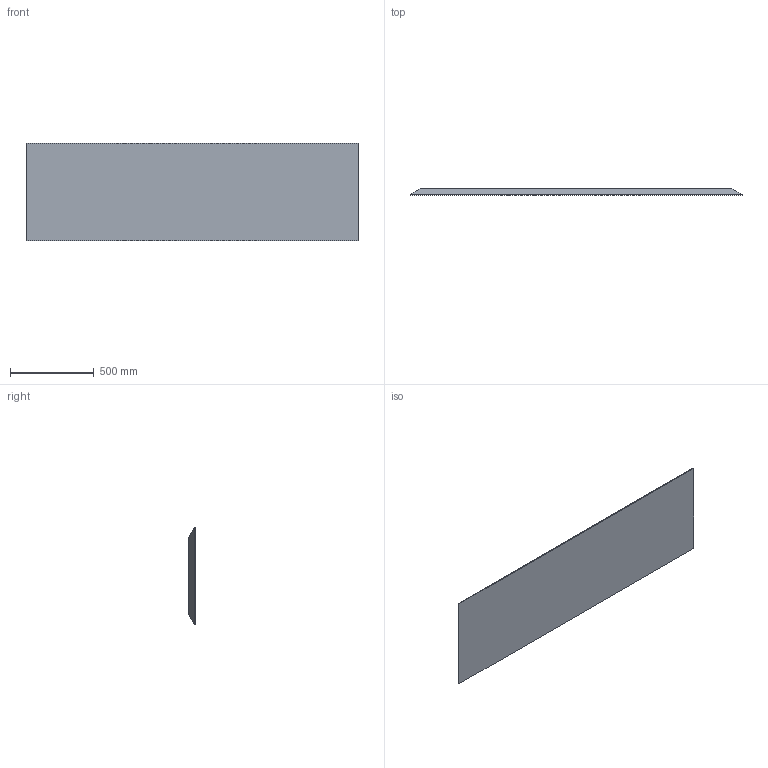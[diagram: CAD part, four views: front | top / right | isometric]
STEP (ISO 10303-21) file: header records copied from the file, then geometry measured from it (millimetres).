
FILE_DESCRIPTION(/* description */ (''),/* implementation_level */ '2;1');
FILE_NAME(/* name */ '168318 - mirage 200x60',/* time_stamp */ '2014-07-31T12:16:34+02:00',/* author */ (''),/* organization */ (''),/* preprocessor_version */ 'ST-DEVELOPER v10',/* originating_system */ '',/* authorisation */ '');
FILE_SCHEMA (('CONFIG_CONTROL_DESIGN'));
Length unit declared in the file: millimetre
Products named in the file (1): 1
Bounding box: 1986 x 40.84 x 586 mm (x, y, z)
Volume: 5818980 mm3; surface area: 3488918.6 mm2
Topology: 1 solids, 5 shells, 14 faces, 46 edges, 31 vertices
Faces by surface type: bspline 8, plane 6
Entity records: 2906 total; most frequent: CARTESIAN_POINT 2557, ORIENTED_EDGE 56, B_SPLINE_CURVE_WITH_KNOTS 42, EDGE_CURVE 36, VERTEX_POINT 24, DIRECTION 18, ADVANCED_FACE 14, FACE_OUTER_BOUND 14
